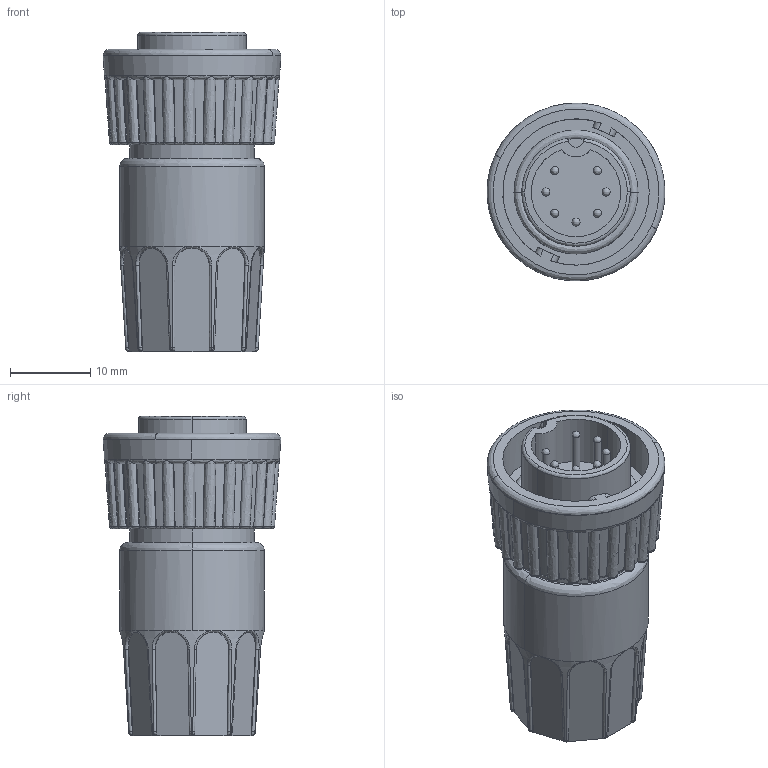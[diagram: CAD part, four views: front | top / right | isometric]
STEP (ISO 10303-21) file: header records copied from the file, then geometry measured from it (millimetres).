
FILE_DESCRIPTION (( 'STEP AP214' ), '1' );
FILE_NAME ('3282-7PG-3DC.STEP', '2012-08-09T14:33:14', ( 'J0FPBF1' ), ( '' ), 'SwSTEP 2.0', 'SolidWorks 2011', '' );
FILE_SCHEMA (( 'AUTOMOTIVE_DESIGN' ));
Length unit declared in the file: inch
Products named in the file (1): 3282-7PG-3DC
Bounding box: 22.22 x 22.2 x 39.88 mm (x, y, z)
Volume: 8728.6 mm3; surface area: 4342.6 mm2
Topology: 1 solids, 1 shells, 340 faces, 934 edges, 596 vertices
Faces by surface type: bspline 182, plane 72, cylinder 49, cone 37
Entity records: 17247 total; most frequent: CARTESIAN_POINT 10366, ORIENTED_EDGE 1840, DIRECTION 929, EDGE_CURVE 920, VERTEX_POINT 596, B_SPLINE_CURVE_WITH_KNOTS 417, AXIS2_PLACEMENT_3D 385, EDGE_LOOP 354
